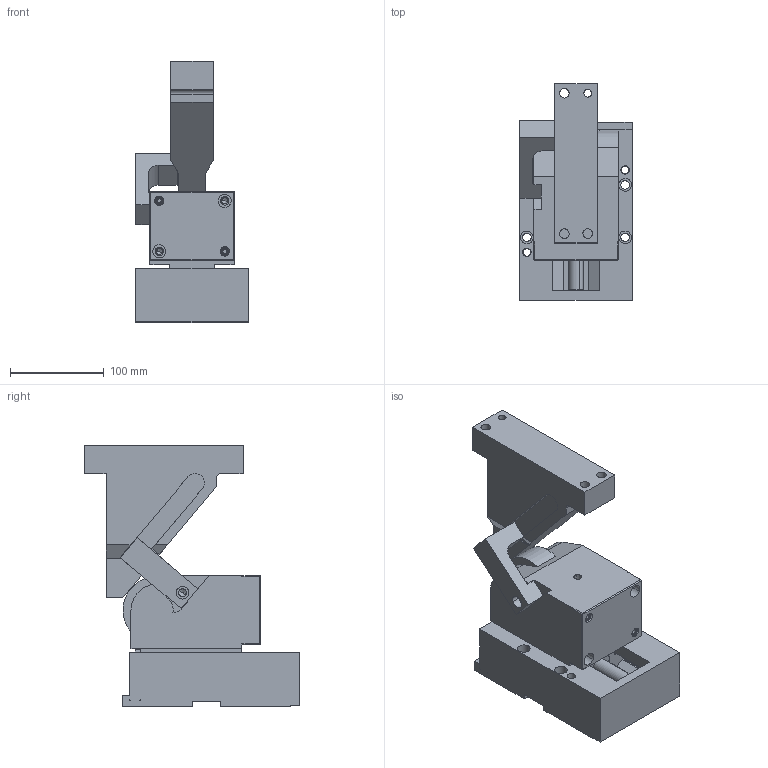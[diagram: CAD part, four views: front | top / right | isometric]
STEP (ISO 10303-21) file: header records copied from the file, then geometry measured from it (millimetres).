
FILE_DESCRIPTION(('CATIA V5 STEP Exchange'),'2;1');
FILE_NAME('CRCN_05000_50_ACCESSORIES.stp','2015-09-08T10:04:20+00:00',('none'),('none'),'CATIA Version 5 Release 20 GA (IN-10)','CATIA V5 STEP AP203','none');
FILE_SCHEMA(('CONFIG_CONTROL_DESIGN'));
Length unit declared in the file: millimetre
Products named in the file (1): CRCN_05000_50_ACCESSORIES
Assembly tree (3 placements, depth 2):
  CRCN_05000_50_ACCESSORIES
    #58
    #1097
    #1607
Bounding box: 120 x 230.6 x 279 mm (x, y, z)
Volume: 2679983.3 mm3; surface area: 293682.5 mm2
Topology: 5 solids, 9 shells, 312 faces, 794 edges, 511 vertices
Faces by surface type: plane 166, cylinder 103, cone 40, torus 3
Entity records: 9141 total; most frequent: CARTESIAN_POINT 1898, ORIENTED_EDGE 1560, DIRECTION 1229, EDGE_CURVE 780, VERTEX_POINT 511, VECTOR 498, LINE 498, AXIS2_PLACEMENT_3D 484
